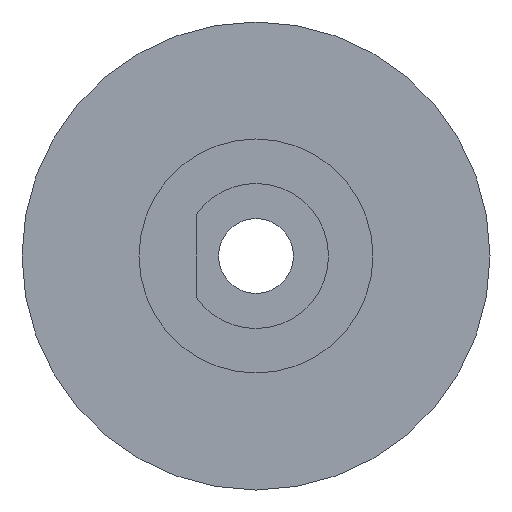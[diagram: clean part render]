
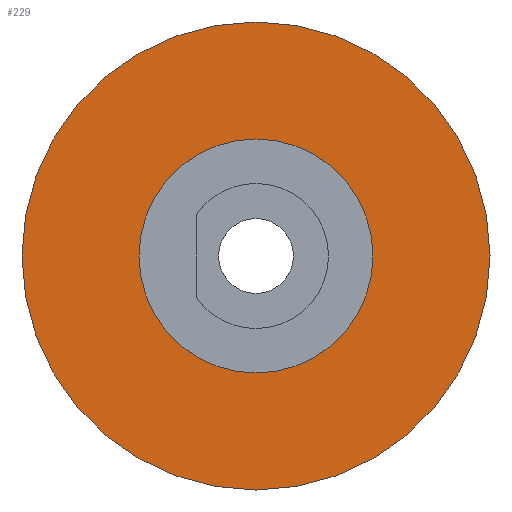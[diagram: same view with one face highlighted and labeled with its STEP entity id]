
A CAD part, left-side view. The second image highlights one B-rep face of the part: STEP entity #229.
In plain terms, the highlighted planar face has unit normal (-1, 0, 0).
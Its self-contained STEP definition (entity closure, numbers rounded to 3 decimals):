
#11 = CARTESIAN_POINT ( 'NONE',  ( -11., 0., -5. ) ) ;
#34 = PLANE ( 'NONE',  #965 ) ;
#113 = EDGE_CURVE ( 'NONE', #262, #654, #869, .T. ) ;
#118 = FACE_BOUND ( 'NONE', #458, .T. ) ;
#136 = DIRECTION ( 'NONE',  ( 1., 0., 0. ) ) ;
#195 = DIRECTION ( 'NONE',  ( 0., 0., -1. ) ) ;
#219 = DIRECTION ( 'NONE',  ( 0., 0., -1. ) ) ;
#229 = ADVANCED_FACE ( 'NONE', ( #118, #695 ), #34, .F. ) ;
#262 = VERTEX_POINT ( 'NONE', #449 ) ;
#317 = EDGE_CURVE ( 'NONE', #660, #1004, #1065, .T. ) ;
#321 = AXIS2_PLACEMENT_3D ( 'NONE', #466, #796, #219 ) ;
#351 = AXIS2_PLACEMENT_3D ( 'NONE', #422, #923, #849 ) ;
#356 = CARTESIAN_POINT ( 'NONE',  ( -11., 0., 0. ) ) ;
#362 = DIRECTION ( 'NONE',  ( 0., 0., -1. ) ) ;
#364 = AXIS2_PLACEMENT_3D ( 'NONE', #441, #775, #362 ) ;
#385 = AXIS2_PLACEMENT_3D ( 'NONE', #706, #136, #468 ) ;
#407 = ORIENTED_EDGE ( 'NONE', *, *, #317, .T. ) ;
#422 = CARTESIAN_POINT ( 'NONE',  ( -11., 0., 0. ) ) ;
#441 = CARTESIAN_POINT ( 'NONE',  ( -11., 0., 0. ) ) ;
#449 = CARTESIAN_POINT ( 'NONE',  ( -11., 0., -10. ) ) ;
#458 = EDGE_LOOP ( 'NONE', ( #686, #407 ) ) ;
#466 = CARTESIAN_POINT ( 'NONE',  ( -11., 0., 0. ) ) ;
#468 = DIRECTION ( 'NONE',  ( 0., 0., -1. ) ) ;
#506 = CIRCLE ( 'NONE', #364, 5. ) ;
#523 = CARTESIAN_POINT ( 'NONE',  ( -11., 0., 5. ) ) ;
#531 = CIRCLE ( 'NONE', #385, 10. ) ;
#654 = VERTEX_POINT ( 'NONE', #826 ) ;
#660 = VERTEX_POINT ( 'NONE', #523 ) ;
#686 = ORIENTED_EDGE ( 'NONE', *, *, #808, .T. ) ;
#695 = FACE_OUTER_BOUND ( 'NONE', #741, .T. ) ;
#706 = CARTESIAN_POINT ( 'NONE',  ( -11., 0., 0. ) ) ;
#731 = ORIENTED_EDGE ( 'NONE', *, *, #113, .F. ) ;
#741 = EDGE_LOOP ( 'NONE', ( #841, #731 ) ) ;
#775 = DIRECTION ( 'NONE',  ( 1., 0., 0. ) ) ;
#796 = DIRECTION ( 'NONE',  ( 1., 0., 0. ) ) ;
#808 = EDGE_CURVE ( 'NONE', #1004, #660, #506, .T. ) ;
#826 = CARTESIAN_POINT ( 'NONE',  ( -11., 0., 10. ) ) ;
#841 = ORIENTED_EDGE ( 'NONE', *, *, #984, .F. ) ;
#849 = DIRECTION ( 'NONE',  ( 0., 0., -1. ) ) ;
#869 = CIRCLE ( 'NONE', #351, 10. ) ;
#923 = DIRECTION ( 'NONE',  ( 1., 0., 0. ) ) ;
#965 = AXIS2_PLACEMENT_3D ( 'NONE', #356, #1026, #195 ) ;
#984 = EDGE_CURVE ( 'NONE', #654, #262, #531, .T. ) ;
#1004 = VERTEX_POINT ( 'NONE', #11 ) ;
#1026 = DIRECTION ( 'NONE',  ( 1., 0., 0. ) ) ;
#1065 = CIRCLE ( 'NONE', #321, 5. ) ;
